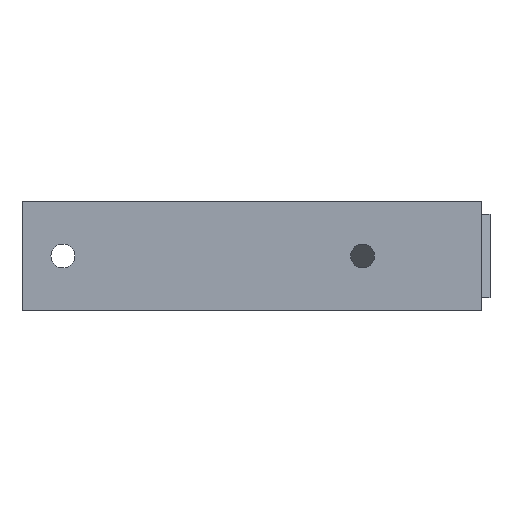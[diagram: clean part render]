
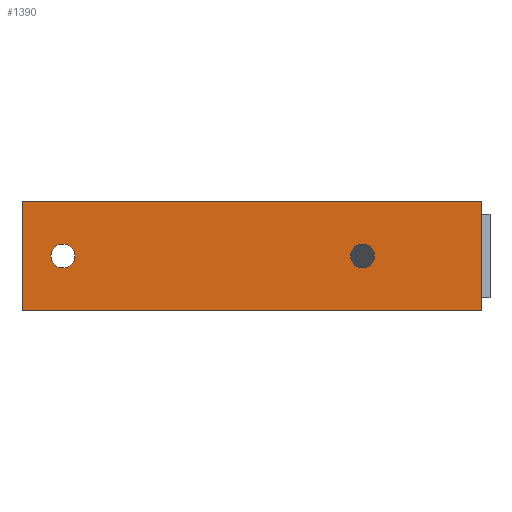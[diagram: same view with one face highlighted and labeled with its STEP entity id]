
A CAD part, left-side view. The second image highlights one B-rep face of the part: STEP entity #1390.
In plain terms, the highlighted planar face has unit normal (-1, 0, 0).
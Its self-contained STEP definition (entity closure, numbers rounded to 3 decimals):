
#166 = DIRECTION ( 'NONE',  ( -1., 0., 0. ) ) ;
#343 = EDGE_CURVE ( 'NONE', #5342, #7192, #10351, .T. ) ;
#381 = CIRCLE ( 'NONE', #9832, 6. ) ;
#529 = LINE ( 'NONE', #591, #10305 ) ;
#591 = CARTESIAN_POINT ( 'NONE',  ( 0., -115., -27.5 ) ) ;
#681 = VERTEX_POINT ( 'NONE', #3173 ) ;
#1084 = CARTESIAN_POINT ( 'NONE',  ( 0., 94.5, 0. ) ) ;
#1178 = EDGE_CURVE ( 'NONE', #7192, #5342, #381, .T. ) ;
#1229 = CARTESIAN_POINT ( 'NONE',  ( 0., 0., 0. ) ) ;
#1279 = CIRCLE ( 'NONE', #7101, 6. ) ;
#1390 = ADVANCED_FACE ( 'NONE', ( #10957, #10048, #9079 ), #7487, .T. ) ;
#1550 = ORIENTED_EDGE ( 'NONE', *, *, #7293, .F. ) ;
#1856 = CARTESIAN_POINT ( 'NONE',  ( 0., 94.5, 6. ) ) ;
#1876 = CARTESIAN_POINT ( 'NONE',  ( 0., -55.5, 0. ) ) ;
#2022 = AXIS2_PLACEMENT_3D ( 'NONE', #1229, #6576, #3786 ) ;
#2047 = ORIENTED_EDGE ( 'NONE', *, *, #1178, .F. ) ;
#2097 = CARTESIAN_POINT ( 'NONE',  ( 0., 115., -27.5 ) ) ;
#2252 = CARTESIAN_POINT ( 'NONE',  ( 0., -115., 27.5 ) ) ;
#2381 = CARTESIAN_POINT ( 'NONE',  ( 0., -55.5, 0. ) ) ;
#2776 = DIRECTION ( 'NONE',  ( 0., 0., 1. ) ) ;
#2900 = AXIS2_PLACEMENT_3D ( 'NONE', #1876, #4021, #4708 ) ;
#3078 = CIRCLE ( 'NONE', #6355, 6. ) ;
#3173 = CARTESIAN_POINT ( 'NONE',  ( 0., -115., -27.5 ) ) ;
#3622 = CARTESIAN_POINT ( 'NONE',  ( 0., -115., 27.5 ) ) ;
#3633 = EDGE_LOOP ( 'NONE', ( #4385, #5117, #1550, #5213 ) ) ;
#3692 = EDGE_LOOP ( 'NONE', ( #5776, #2047 ) ) ;
#3786 = DIRECTION ( 'NONE',  ( 0., 0., 1. ) ) ;
#3788 = LINE ( 'NONE', #3622, #6507 ) ;
#4021 = DIRECTION ( 'NONE',  ( -1., 0., 0. ) ) ;
#4042 = ORIENTED_EDGE ( 'NONE', *, *, #11180, .F. ) ;
#4118 = EDGE_LOOP ( 'NONE', ( #10299, #4042 ) ) ;
#4324 = VERTEX_POINT ( 'NONE', #1856 ) ;
#4356 = CARTESIAN_POINT ( 'NONE',  ( 0., -115., 27.5 ) ) ;
#4385 = ORIENTED_EDGE ( 'NONE', *, *, #6062, .F. ) ;
#4452 = CARTESIAN_POINT ( 'NONE',  ( 0., 115., 27.5 ) ) ;
#4565 = DIRECTION ( 'NONE',  ( 0., 0., 1. ) ) ;
#4620 = LINE ( 'NONE', #4452, #8299 ) ;
#4708 = DIRECTION ( 'NONE',  ( 0., 0., 1. ) ) ;
#4760 = DIRECTION ( 'NONE',  ( 0., 0., -1. ) ) ;
#4791 = EDGE_CURVE ( 'NONE', #11232, #7749, #4620, .T. ) ;
#5117 = ORIENTED_EDGE ( 'NONE', *, *, #8489, .F. ) ;
#5213 = ORIENTED_EDGE ( 'NONE', *, *, #4791, .F. ) ;
#5342 = VERTEX_POINT ( 'NONE', #6431 ) ;
#5451 = VECTOR ( 'NONE', #4760, 1000. ) ;
#5668 = LINE ( 'NONE', #2252, #5451 ) ;
#5776 = ORIENTED_EDGE ( 'NONE', *, *, #343, .F. ) ;
#6062 = EDGE_CURVE ( 'NONE', #681, #11232, #529, .T. ) ;
#6355 = AXIS2_PLACEMENT_3D ( 'NONE', #10690, #8933, #2776 ) ;
#6431 = CARTESIAN_POINT ( 'NONE',  ( 0., -55.5, 6. ) ) ;
#6507 = VECTOR ( 'NONE', #7270, 1000. ) ;
#6558 = DIRECTION ( 'NONE',  ( 0., 1., 0. ) ) ;
#6576 = DIRECTION ( 'NONE',  ( -1., 0., 0. ) ) ;
#7101 = AXIS2_PLACEMENT_3D ( 'NONE', #1084, #8024, #9679 ) ;
#7192 = VERTEX_POINT ( 'NONE', #10686 ) ;
#7270 = DIRECTION ( 'NONE',  ( 0., -1., 0. ) ) ;
#7293 = EDGE_CURVE ( 'NONE', #7749, #8630, #3788, .T. ) ;
#7487 = PLANE ( 'NONE',  #2022 ) ;
#7749 = VERTEX_POINT ( 'NONE', #11107 ) ;
#8024 = DIRECTION ( 'NONE',  ( -1., 0., 0. ) ) ;
#8062 = DIRECTION ( 'NONE',  ( 0., 0., 1. ) ) ;
#8299 = VECTOR ( 'NONE', #4565, 1000. ) ;
#8328 = EDGE_CURVE ( 'NONE', #4324, #10635, #3078, .T. ) ;
#8489 = EDGE_CURVE ( 'NONE', #8630, #681, #5668, .T. ) ;
#8630 = VERTEX_POINT ( 'NONE', #4356 ) ;
#8933 = DIRECTION ( 'NONE',  ( -1., 0., 0. ) ) ;
#9079 = FACE_OUTER_BOUND ( 'NONE', #3633, .T. ) ;
#9399 = CARTESIAN_POINT ( 'NONE',  ( 0., 94.5, -6. ) ) ;
#9679 = DIRECTION ( 'NONE',  ( 0., 0., 1. ) ) ;
#9832 = AXIS2_PLACEMENT_3D ( 'NONE', #2381, #166, #8062 ) ;
#10048 = FACE_BOUND ( 'NONE', #3692, .T. ) ;
#10299 = ORIENTED_EDGE ( 'NONE', *, *, #8328, .F. ) ;
#10305 = VECTOR ( 'NONE', #6558, 1000. ) ;
#10351 = CIRCLE ( 'NONE', #2900, 6. ) ;
#10635 = VERTEX_POINT ( 'NONE', #9399 ) ;
#10686 = CARTESIAN_POINT ( 'NONE',  ( 0., -55.5, -6. ) ) ;
#10690 = CARTESIAN_POINT ( 'NONE',  ( 0., 94.5, 0. ) ) ;
#10957 = FACE_BOUND ( 'NONE', #4118, .T. ) ;
#11107 = CARTESIAN_POINT ( 'NONE',  ( 0., 115., 27.5 ) ) ;
#11180 = EDGE_CURVE ( 'NONE', #10635, #4324, #1279, .T. ) ;
#11232 = VERTEX_POINT ( 'NONE', #2097 ) ;
